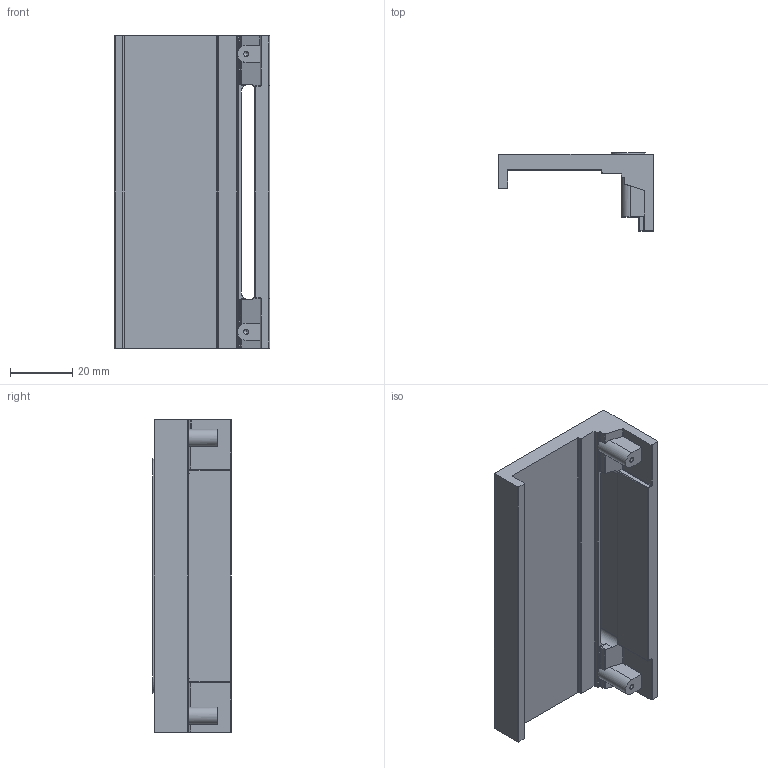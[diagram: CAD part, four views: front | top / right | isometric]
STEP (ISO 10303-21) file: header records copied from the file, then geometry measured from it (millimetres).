
FILE_DESCRIPTION (( 'STEP AP214' ), '1' );
FILE_NAME ('S_SB_v2-5.STEP', '2021-01-20T15:13:06', ( '' ), ( '' ), 'SwSTEP 2.0', 'SolidWorks 2020', '' );
FILE_SCHEMA (( 'AUTOMOTIVE_DESIGN' ));
Length unit declared in the file: millimetre
Products named in the file (1): S_SB_v2-5
Bounding box: 49.7 x 25.1 x 100 mm (x, y, z)
Volume: 35672.4 mm3; surface area: 17686.4 mm2
Topology: 1 solids, 1 shells, 119 faces, 318 edges, 196 vertices
Faces by surface type: cylinder 53, plane 46, cone 8, torus 6, bspline 4, sphere 2
Entity records: 3790 total; most frequent: CARTESIAN_POINT 860, ORIENTED_EDGE 616, DIRECTION 604, EDGE_CURVE 308, AXIS2_PLACEMENT_3D 212, VERTEX_POINT 196, LINE 180, VECTOR 180
